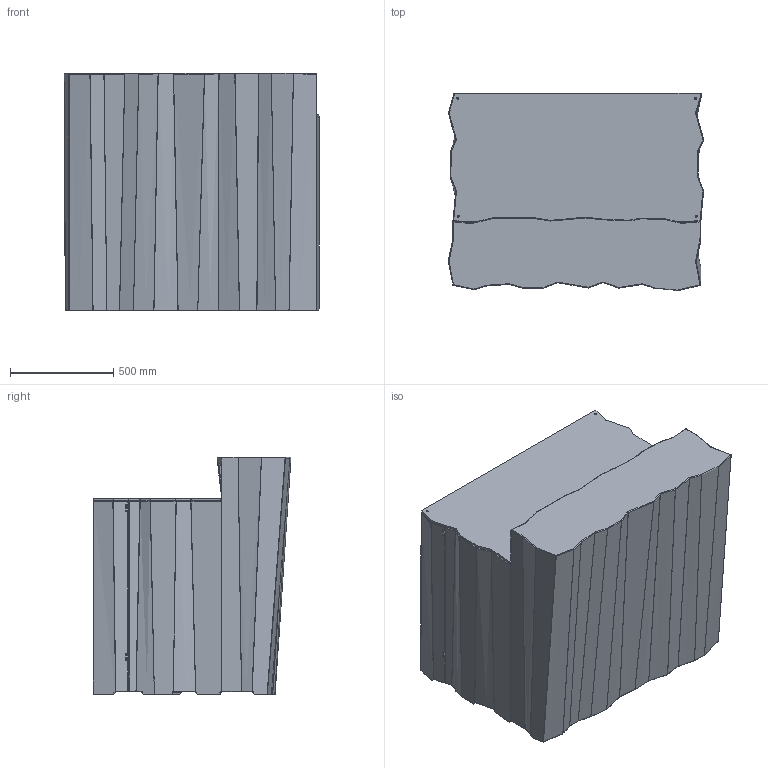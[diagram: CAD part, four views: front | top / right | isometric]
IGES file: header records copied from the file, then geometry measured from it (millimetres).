
Start section: START RECORD GO HERE.
Global section: file name: FROZEN LARGE Bancone_design by Matteo Ragni-Maurizio Prina_PLUST 2015.igs; native system: DASSAULT SYSTEMES CATIA Version 5-6 Release 2014 - www.3ds.com; preprocessor: V5-6R2014_5.24.0.0.01-15-2014.20.00; author: forrico; organization: DOMAIN; date: 20150428.111755; units: millimetre
Bounding box: 1236.49 x 958.09 x 1150 mm (x, y, z)
Surface area: 10722284.5 mm2 (no closed solid volume)
Topology: 0 solids, 0 shells, 2027 faces, 9015 edges, 8890 vertices
Faces by surface type: revolution 1059, bspline 710, plane 258
